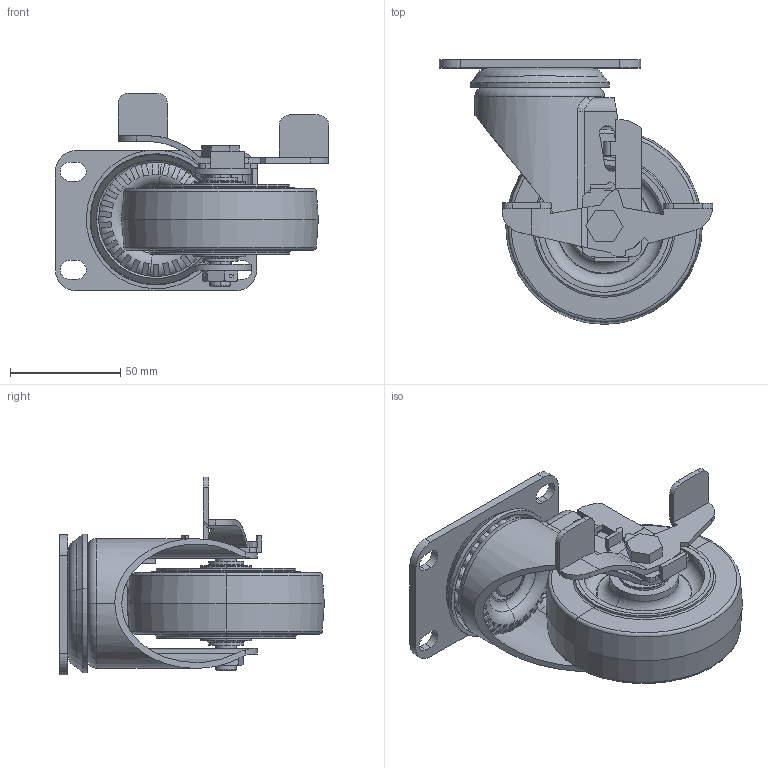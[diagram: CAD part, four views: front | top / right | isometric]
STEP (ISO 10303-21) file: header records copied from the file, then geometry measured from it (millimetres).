
FILE_DESCRIPTION(/* description */ ('Alibre Inc.'),/* implementation_level */ '2;1');
FILE_NAME(/* name */ 'export0',/* time_stamp */ '2016-02-19T16:03:57-05:00',/* author */ (''),/* organization */ (''),/* preprocessor_version */ 'ST-DEVELOPER v14',/* originating_system */ 'Alibre',/* authorisation */ '');
FILE_SCHEMA (('AUTOMOTIVE_DESIGN'));
Length unit declared in the file: inch
Bounding box: 123.78 x 119.83 x 89.55 mm (x, y, z)
Volume: 240314.9 mm3; surface area: 107767.1 mm2
Topology: 58 solids, 58 shells, 754 faces, 1990 edges, 1287 vertices
Faces by surface type: plane 341, cylinder 167, sphere 86, torus 80, cone 66, bspline 14
Entity records: 25098 total; most frequent: CARTESIAN_POINT 6123, ORIENTED_EDGE 3542, DIRECTION 3529, EDGE_CURVE 1771, AXIS2_PLACEMENT_3D 1531, VERTEX_POINT 1160, VECTOR 888, LINE 888
